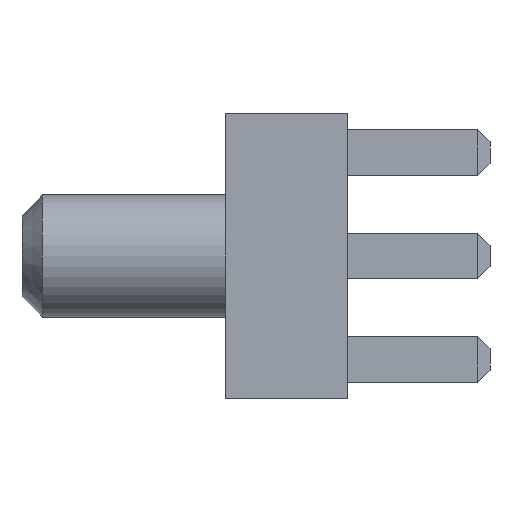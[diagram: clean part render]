
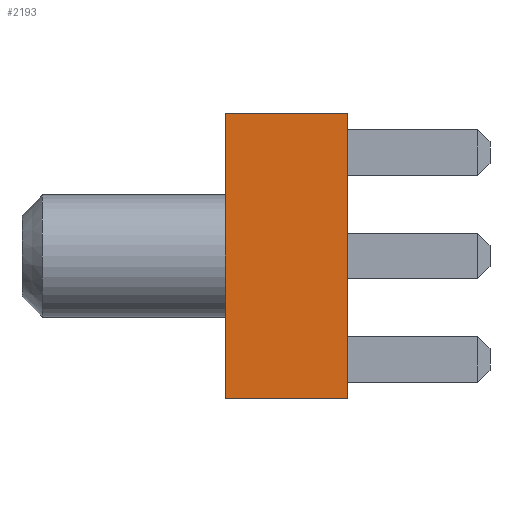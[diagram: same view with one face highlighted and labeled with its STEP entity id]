
A CAD part, left-side view. The second image highlights one B-rep face of the part: STEP entity #2193.
In plain terms, the highlighted planar face has unit normal (-1, 0, 0).
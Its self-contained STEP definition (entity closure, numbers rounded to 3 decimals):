
#18 = DIRECTION ( 'NONE',  ( 1., 0., 0. ) ) ;
#77 = VERTEX_POINT ( 'NONE', #2432 ) ;
#128 = VECTOR ( 'NONE', #2447, 1000. ) ;
#427 = CARTESIAN_POINT ( 'NONE',  ( -3.5, 3., -3.5 ) ) ;
#447 = DIRECTION ( 'NONE',  ( 0., -1., 0. ) ) ;
#609 = CARTESIAN_POINT ( 'NONE',  ( -3.5, 3., -3.5 ) ) ;
#653 = VERTEX_POINT ( 'NONE', #2903 ) ;
#669 = CARTESIAN_POINT ( 'NONE',  ( -3.5, 0., -3.5 ) ) ;
#746 = CARTESIAN_POINT ( 'NONE',  ( -3.5, 3., -3.5 ) ) ;
#768 = EDGE_CURVE ( 'NONE', #653, #2535, #2236, .T. ) ;
#872 = LINE ( 'NONE', #427, #2220 ) ;
#1299 = ORIENTED_EDGE ( 'NONE', *, *, #3161, .T. ) ;
#1308 = VECTOR ( 'NONE', #2491, 1000. ) ;
#1476 = FACE_OUTER_BOUND ( 'NONE', #1582, .T. ) ;
#1502 = ORIENTED_EDGE ( 'NONE', *, *, #2589, .F. ) ;
#1581 = DIRECTION ( 'NONE',  ( 0., 0., -1. ) ) ;
#1582 = EDGE_LOOP ( 'NONE', ( #1299, #1502, #1836, #2913 ) ) ;
#1584 = CARTESIAN_POINT ( 'NONE',  ( -3.5, 0., 3.5 ) ) ;
#1836 = ORIENTED_EDGE ( 'NONE', *, *, #2103, .F. ) ;
#2089 = LINE ( 'NONE', #669, #1308 ) ;
#2103 = EDGE_CURVE ( 'NONE', #653, #77, #872, .T. ) ;
#2193 = ADVANCED_FACE ( 'NONE', ( #1476 ), #2590, .F. ) ;
#2220 = VECTOR ( 'NONE', #2252, 1000. ) ;
#2236 = LINE ( 'NONE', #609, #128 ) ;
#2252 = DIRECTION ( 'NONE',  ( 0., 0., 1. ) ) ;
#2432 = CARTESIAN_POINT ( 'NONE',  ( -3.5, 3., 3.5 ) ) ;
#2447 = DIRECTION ( 'NONE',  ( 0., -1., 0. ) ) ;
#2491 = DIRECTION ( 'NONE',  ( 0., 0., 1. ) ) ;
#2535 = VERTEX_POINT ( 'NONE', #2584 ) ;
#2584 = CARTESIAN_POINT ( 'NONE',  ( -3.5, 0., -3.5 ) ) ;
#2589 = EDGE_CURVE ( 'NONE', #77, #2936, #2919, .T. ) ;
#2590 = PLANE ( 'NONE',  #2931 ) ;
#2903 = CARTESIAN_POINT ( 'NONE',  ( -3.5, 3., -3.5 ) ) ;
#2913 = ORIENTED_EDGE ( 'NONE', *, *, #768, .T. ) ;
#2919 = LINE ( 'NONE', #3327, #2957 ) ;
#2931 = AXIS2_PLACEMENT_3D ( 'NONE', #746, #18, #1581 ) ;
#2936 = VERTEX_POINT ( 'NONE', #1584 ) ;
#2957 = VECTOR ( 'NONE', #447, 1000. ) ;
#3161 = EDGE_CURVE ( 'NONE', #2535, #2936, #2089, .T. ) ;
#3327 = CARTESIAN_POINT ( 'NONE',  ( -3.5, 3., 3.5 ) ) ;
